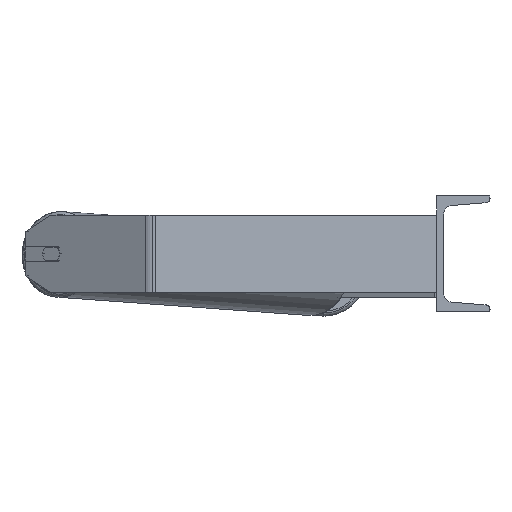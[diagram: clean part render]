
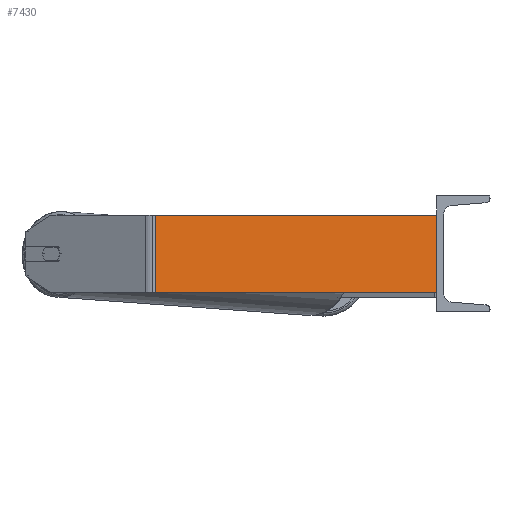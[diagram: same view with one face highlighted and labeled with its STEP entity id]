
A CAD part, left-side view. The second image highlights one B-rep face of the part: STEP entity #7430.
In plain terms, the highlighted planar face has unit normal (-0.985, -0.174, 0).
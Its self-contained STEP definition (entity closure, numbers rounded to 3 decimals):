
#96 = ORIENTED_EDGE ( 'NONE', *, *, #5532, .T. ) ;
#453 = DIRECTION ( 'NONE',  ( 0., 0., -1. ) ) ;
#666 = EDGE_CURVE ( 'NONE', #8836, #6728, #4506, .T. ) ;
#683 = DIRECTION ( 'NONE',  ( -0.174, 0.985, 0. ) ) ;
#731 = CARTESIAN_POINT ( 'NONE',  ( -837.405, 297.206, 40. ) ) ;
#1656 = CARTESIAN_POINT ( 'NONE',  ( -836.394, 291.471, -40. ) ) ;
#1953 = EDGE_CURVE ( 'NONE', #6918, #6728, #6795, .T. ) ;
#2499 = ORIENTED_EDGE ( 'NONE', *, *, #666, .F. ) ;
#2937 = VERTEX_POINT ( 'NONE', #3057 ) ;
#3057 = CARTESIAN_POINT ( 'NONE',  ( -836.394, 291.471, 40. ) ) ;
#3194 = CARTESIAN_POINT ( 'NONE',  ( -785., 0., 40. ) ) ;
#3351 = DIRECTION ( 'NONE',  ( 0.174, -0.985, 0. ) ) ;
#3390 = CARTESIAN_POINT ( 'NONE',  ( -837.405, 297.206, -40. ) ) ;
#4335 = VECTOR ( 'NONE', #6554, 1000. ) ;
#4506 = LINE ( 'NONE', #3194, #5215 ) ;
#4683 = EDGE_CURVE ( 'NONE', #2937, #8836, #5523, .T. ) ;
#5033 = DIRECTION ( 'NONE',  ( 0.985, 0.174, 0. ) ) ;
#5215 = VECTOR ( 'NONE', #453, 1000. ) ;
#5523 = LINE ( 'NONE', #6974, #6074 ) ;
#5532 = EDGE_CURVE ( 'NONE', #2937, #6918, #6511, .T. ) ;
#5628 = PLANE ( 'NONE',  #6189 ) ;
#5898 = CARTESIAN_POINT ( 'NONE',  ( -836.394, 291.471, 40. ) ) ;
#6074 = VECTOR ( 'NONE', #6351, 1000. ) ;
#6189 = AXIS2_PLACEMENT_3D ( 'NONE', #731, #5033, #683 ) ;
#6351 = DIRECTION ( 'NONE',  ( 0.174, -0.985, 0. ) ) ;
#6511 = LINE ( 'NONE', #5898, #4335 ) ;
#6554 = DIRECTION ( 'NONE',  ( 0., 0., -1. ) ) ;
#6728 = VERTEX_POINT ( 'NONE', #7547 ) ;
#6795 = LINE ( 'NONE', #3390, #7601 ) ;
#6918 = VERTEX_POINT ( 'NONE', #1656 ) ;
#6974 = CARTESIAN_POINT ( 'NONE',  ( -837.405, 297.206, 40. ) ) ;
#7430 = ADVANCED_FACE ( 'NONE', ( #8473 ), #5628, .F. ) ;
#7495 = ORIENTED_EDGE ( 'NONE', *, *, #4683, .F. ) ;
#7547 = CARTESIAN_POINT ( 'NONE',  ( -785., 0., -40. ) ) ;
#7550 = EDGE_LOOP ( 'NONE', ( #8538, #2499, #7495, #96 ) ) ;
#7601 = VECTOR ( 'NONE', #3351, 1000. ) ;
#8473 = FACE_OUTER_BOUND ( 'NONE', #7550, .T. ) ;
#8538 = ORIENTED_EDGE ( 'NONE', *, *, #1953, .T. ) ;
#8836 = VERTEX_POINT ( 'NONE', #8837 ) ;
#8837 = CARTESIAN_POINT ( 'NONE',  ( -785., 0., 40. ) ) ;
